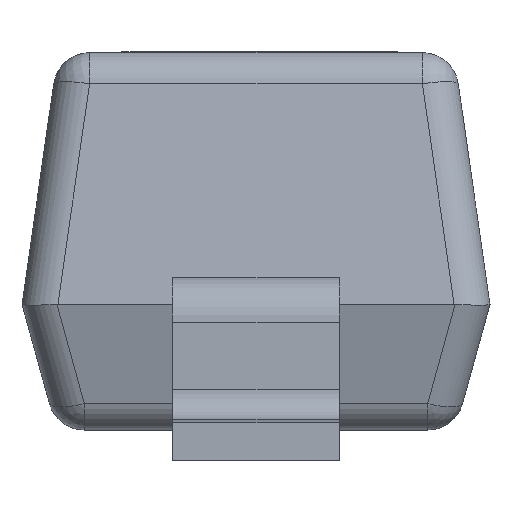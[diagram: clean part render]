
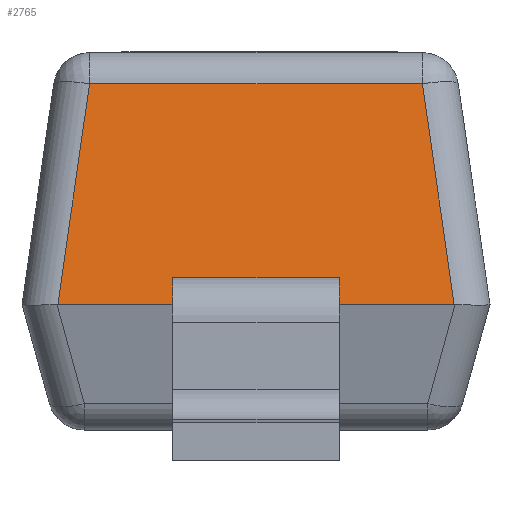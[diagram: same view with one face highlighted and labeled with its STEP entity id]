
A CAD part, left-side view. The second image highlights one B-rep face of the part: STEP entity #2765.
In plain terms, the highlighted planar face has unit normal (-0.99, 0, 0.142).
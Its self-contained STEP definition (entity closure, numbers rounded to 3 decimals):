
#111=PLANE('',#2980);
#247=LINE('',#3966,#557);
#250=LINE('',#3972,#560);
#257=LINE('',#3997,#567);
#269=LINE('',#4022,#579);
#557=VECTOR('',#3230,1.102);
#560=VECTOR('',#3235,0.745);
#567=VECTOR('',#3266,0.745);
#579=VECTOR('',#3298,1.312);
#909=FACE_OUTER_BOUND('',#1075,.T.);
#1075=EDGE_LOOP('',(#2035,#2036,#2037,#2038));
#1280=VERTEX_POINT('',#3927);
#1293=VERTEX_POINT('',#3962);
#1295=VERTEX_POINT('',#3971);
#1301=VERTEX_POINT('',#3996);
#1563=EDGE_CURVE('',#1280,#1293,#247,.T.);
#1566=EDGE_CURVE('',#1293,#1295,#250,.T.);
#1580=EDGE_CURVE('',#1301,#1280,#257,.T.);
#1595=EDGE_CURVE('',#1301,#1295,#269,.T.);
#2035=ORIENTED_EDGE('',*,*,#1566,.F.);
#2036=ORIENTED_EDGE('',*,*,#1563,.F.);
#2037=ORIENTED_EDGE('',*,*,#1580,.F.);
#2038=ORIENTED_EDGE('',*,*,#1595,.T.);
#2765=ADVANCED_FACE('',(#909),#111,.T.);
#2980=AXIS2_PLACEMENT_3D('',#4021,#3296,#3297);
#3230=DIRECTION('',(0.,-1.,0.));
#3235=DIRECTION('',(-0.141,-0.141,-0.98));
#3266=DIRECTION('',(0.141,-0.141,0.98));
#3296=DIRECTION('center_axis',(-0.99,0.,0.143));
#3297=DIRECTION('ref_axis',(0.143,0.,0.99));
#3298=DIRECTION('',(0.,-1.,0.));
#3927=CARTESIAN_POINT('',(-1.245,0.551,1.147));
#3962=CARTESIAN_POINT('',(-1.245,-0.551,1.147));
#3966=CARTESIAN_POINT('',(-1.245,0.194,1.147));
#3971=CARTESIAN_POINT('',(-1.35,-0.656,0.417));
#3972=CARTESIAN_POINT('',(-1.275,-0.581,0.936));
#3996=CARTESIAN_POINT('',(-1.35,0.656,0.417));
#3997=CARTESIAN_POINT('',(-1.27,0.576,0.975));
#4021=CARTESIAN_POINT('Origin',(-1.29,0.388,0.833));
#4022=CARTESIAN_POINT('',(-1.35,0.388,0.417));
